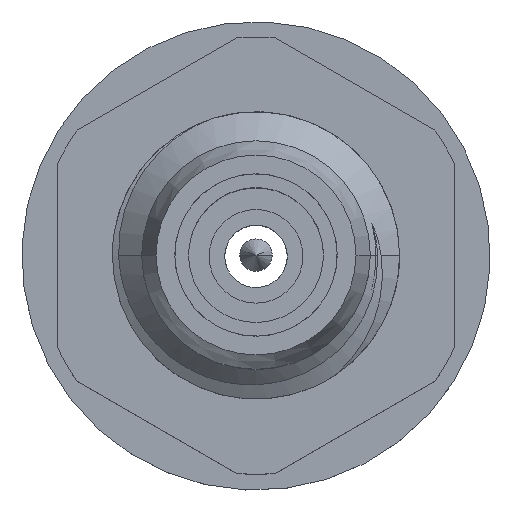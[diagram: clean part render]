
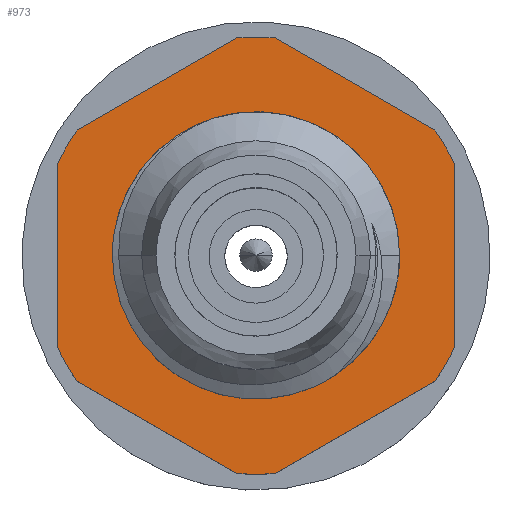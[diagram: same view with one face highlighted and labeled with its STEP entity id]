
A CAD part, top view. The second image highlights one B-rep face of the part: STEP entity #973.
In plain terms, the highlighted planar face has unit normal (0, 0, 1).
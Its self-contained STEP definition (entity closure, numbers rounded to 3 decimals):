
#41 = CARTESIAN_POINT ( 'NONE',  ( 0., 3.5, 5.8 ) ) ;
#77 = ORIENTED_EDGE ( 'NONE', *, *, #4320, .T. ) ;
#160 = ORIENTED_EDGE ( 'NONE', *, *, #6640, .F. ) ;
#398 = EDGE_CURVE ( 'NONE', #3150, #2177, #5832, .T. ) ;
#468 = VECTOR ( 'NONE', #5708, 1000. ) ;
#484 = AXIS2_PLACEMENT_3D ( 'NONE', #3206, #3249, #6684 ) ;
#619 = CARTESIAN_POINT ( 'NONE',  ( 0.072, 3.625, 5.8 ) ) ;
#625 = EDGE_CURVE ( 'NONE', #4585, #873, #2266, .T. ) ;
#631 = DIRECTION ( 'NONE',  ( 0., 0., 1. ) ) ;
#633 = CARTESIAN_POINT ( 'NONE',  ( -3.175, 3.5, 5.8 ) ) ;
#636 = AXIS2_PLACEMENT_3D ( 'NONE', #3702, #1569, #5388 ) ;
#657 = DIRECTION ( 'NONE',  ( 0., 0., -1. ) ) ;
#666 = LINE ( 'NONE', #633, #2547 ) ;
#697 = ORIENTED_EDGE ( 'NONE', *, *, #6938, .T. ) ;
#720 = CARTESIAN_POINT ( 'NONE',  ( 3.175, 1.473, 5.8 ) ) ;
#842 = VERTEX_POINT ( 'NONE', #4784 ) ;
#853 = AXIS2_PLACEMENT_3D ( 'NONE', #3997, #1155, #3438 ) ;
#873 = VERTEX_POINT ( 'NONE', #2053 ) ;
#893 = EDGE_CURVE ( 'NONE', #6553, #873, #5478, .T. ) ;
#973 = ADVANCED_FACE ( 'NONE', ( #6212, #5759 ), #2918, .T. ) ;
#1079 = DIRECTION ( 'NONE',  ( 1., 0., 0. ) ) ;
#1155 = DIRECTION ( 'NONE',  ( 0., 0., -1. ) ) ;
#1177 = CARTESIAN_POINT ( 'NONE',  ( -0.312, 3.486, 5.8 ) ) ;
#1274 = CARTESIAN_POINT ( 'NONE',  ( 3.103, -1.875, 5.8 ) ) ;
#1277 = CARTESIAN_POINT ( 'NONE',  ( -3.175, 1.473, 5.8 ) ) ;
#1282 = CARTESIAN_POINT ( 'NONE',  ( 0.312, -3.486, 5.8 ) ) ;
#1296 = AXIS2_PLACEMENT_3D ( 'NONE', #4335, #1527, #7334 ) ;
#1307 = LINE ( 'NONE', #3592, #3138 ) ;
#1466 = AXIS2_PLACEMENT_3D ( 'NONE', #3947, #657, #3394 ) ;
#1489 = ORIENTED_EDGE ( 'NONE', *, *, #398, .T. ) ;
#1526 = ORIENTED_EDGE ( 'NONE', *, *, #4970, .F. ) ;
#1527 = DIRECTION ( 'NONE',  ( 0., 0., -1. ) ) ;
#1569 = DIRECTION ( 'NONE',  ( 0., 0., -1. ) ) ;
#1648 = AXIS2_PLACEMENT_3D ( 'NONE', #4666, #6953, #4701 ) ;
#1770 = DIRECTION ( 'NONE',  ( 0., 1., 0. ) ) ;
#1795 = EDGE_LOOP ( 'NONE', ( #4052, #1489 ) ) ;
#1812 = DIRECTION ( 'NONE',  ( 0.866, -0.5, 0. ) ) ;
#1818 = VERTEX_POINT ( 'NONE', #2033 ) ;
#1825 = ORIENTED_EDGE ( 'NONE', *, *, #6529, .F. ) ;
#1867 = CARTESIAN_POINT ( 'NONE',  ( 2.863, -2.013, 5.8 ) ) ;
#1911 = LINE ( 'NONE', #3521, #4418 ) ;
#2033 = CARTESIAN_POINT ( 'NONE',  ( 3.175, -1.473, 5.8 ) ) ;
#2040 = EDGE_CURVE ( 'NONE', #1818, #3450, #1911, .T. ) ;
#2053 = CARTESIAN_POINT ( 'NONE',  ( 0.312, 3.486, 5.8 ) ) ;
#2177 = VERTEX_POINT ( 'NONE', #6629 ) ;
#2266 = LINE ( 'NONE', #619, #468 ) ;
#2291 = VECTOR ( 'NONE', #1812, 1000. ) ;
#2307 = CIRCLE ( 'NONE', #5290, 3.5 ) ;
#2371 = LINE ( 'NONE', #2970, #2291 ) ;
#2382 = VERTEX_POINT ( 'NONE', #5209 ) ;
#2489 = VERTEX_POINT ( 'NONE', #1867 ) ;
#2525 = ORIENTED_EDGE ( 'NONE', *, *, #2040, .T. ) ;
#2547 = VECTOR ( 'NONE', #3543, 1000. ) ;
#2905 = VECTOR ( 'NONE', #3552, 1000. ) ;
#2918 = PLANE ( 'NONE',  #5722 ) ;
#2953 = CARTESIAN_POINT ( 'NONE',  ( -0.312, -3.486, 5.8 ) ) ;
#2970 = CARTESIAN_POINT ( 'NONE',  ( -3.103, -1.875, 5.8 ) ) ;
#2978 = CARTESIAN_POINT ( 'NONE',  ( 0., 0., 5.8 ) ) ;
#3039 = VERTEX_POINT ( 'NONE', #2953 ) ;
#3138 = VECTOR ( 'NONE', #5880, 1000. ) ;
#3150 = VERTEX_POINT ( 'NONE', #6580 ) ;
#3206 = CARTESIAN_POINT ( 'NONE',  ( 0., 0., 5.8 ) ) ;
#3249 = DIRECTION ( 'NONE',  ( 0., 0., -1. ) ) ;
#3394 = DIRECTION ( 'NONE',  ( -1., 0., 0. ) ) ;
#3438 = DIRECTION ( 'NONE',  ( -1., 0., 0. ) ) ;
#3450 = VERTEX_POINT ( 'NONE', #720 ) ;
#3521 = CARTESIAN_POINT ( 'NONE',  ( 3.175, 3.5, 5.8 ) ) ;
#3543 = DIRECTION ( 'NONE',  ( 0., -1., 0. ) ) ;
#3552 = DIRECTION ( 'NONE',  ( 0.866, 0.5, 0. ) ) ;
#3592 = CARTESIAN_POINT ( 'NONE',  ( -0.072, 3.625, 5.8 ) ) ;
#3620 = CIRCLE ( 'NONE', #1466, 3.5 ) ;
#3702 = CARTESIAN_POINT ( 'NONE',  ( 0., 0., 5.8 ) ) ;
#3947 = CARTESIAN_POINT ( 'NONE',  ( 0., 0., 5.8 ) ) ;
#3974 = CIRCLE ( 'NONE', #6486, 3.5 ) ;
#3997 = CARTESIAN_POINT ( 'NONE',  ( 0., 0., 5.8 ) ) ;
#4052 = ORIENTED_EDGE ( 'NONE', *, *, #4448, .T. ) ;
#4079 = CIRCLE ( 'NONE', #853, 3.5 ) ;
#4155 = EDGE_LOOP ( 'NONE', ( #1825, #6211, #6651, #2525, #160, #4821, #4323, #697, #1526, #4955, #6165, #77 ) ) ;
#4216 = CIRCLE ( 'NONE', #636, 3.5 ) ;
#4320 = EDGE_CURVE ( 'NONE', #2382, #3039, #2371, .T. ) ;
#4323 = ORIENTED_EDGE ( 'NONE', *, *, #893, .F. ) ;
#4334 = VERTEX_POINT ( 'NONE', #5186 ) ;
#4335 = CARTESIAN_POINT ( 'NONE',  ( 0., 0., 5.8 ) ) ;
#4342 = VERTEX_POINT ( 'NONE', #1282 ) ;
#4418 = VECTOR ( 'NONE', #1770, 1000. ) ;
#4448 = EDGE_CURVE ( 'NONE', #2177, #3150, #6344, .T. ) ;
#4585 = VERTEX_POINT ( 'NONE', #4851 ) ;
#4666 = CARTESIAN_POINT ( 'NONE',  ( 0., 0., 5.8 ) ) ;
#4701 = DIRECTION ( 'NONE',  ( -1., 0., 0. ) ) ;
#4784 = CARTESIAN_POINT ( 'NONE',  ( -3.175, -1.473, 5.8 ) ) ;
#4821 = ORIENTED_EDGE ( 'NONE', *, *, #625, .T. ) ;
#4851 = CARTESIAN_POINT ( 'NONE',  ( 2.863, 2.013, 5.8 ) ) ;
#4955 = ORIENTED_EDGE ( 'NONE', *, *, #7297, .T. ) ;
#4970 = EDGE_CURVE ( 'NONE', #5808, #4334, #4079, .T. ) ;
#5186 = CARTESIAN_POINT ( 'NONE',  ( -2.863, 2.013, 5.8 ) ) ;
#5209 = CARTESIAN_POINT ( 'NONE',  ( -2.863, -2.013, 5.8 ) ) ;
#5228 = DIRECTION ( 'NONE',  ( 0., 0., -1. ) ) ;
#5290 = AXIS2_PLACEMENT_3D ( 'NONE', #2978, #7050, #5365 ) ;
#5365 = DIRECTION ( 'NONE',  ( -1., 0., 0. ) ) ;
#5388 = DIRECTION ( 'NONE',  ( -1., 0., 0. ) ) ;
#5478 = CIRCLE ( 'NONE', #1296, 3.5 ) ;
#5708 = DIRECTION ( 'NONE',  ( -0.866, 0.5, 0. ) ) ;
#5722 = AXIS2_PLACEMENT_3D ( 'NONE', #41, #631, #1079 ) ;
#5759 = FACE_OUTER_BOUND ( 'NONE', #4155, .T. ) ;
#5808 = VERTEX_POINT ( 'NONE', #1277 ) ;
#5820 = CARTESIAN_POINT ( 'NONE',  ( 0., 0., 5.8 ) ) ;
#5832 = CIRCLE ( 'NONE', #1648, 1.83 ) ;
#5880 = DIRECTION ( 'NONE',  ( -0.866, -0.5, 0. ) ) ;
#6165 = ORIENTED_EDGE ( 'NONE', *, *, #6546, .F. ) ;
#6211 = ORIENTED_EDGE ( 'NONE', *, *, #6936, .T. ) ;
#6212 = FACE_BOUND ( 'NONE', #1795, .T. ) ;
#6344 = CIRCLE ( 'NONE', #484, 1.83 ) ;
#6438 = LINE ( 'NONE', #1274, #2905 ) ;
#6486 = AXIS2_PLACEMENT_3D ( 'NONE', #5820, #5228, #6875 ) ;
#6529 = EDGE_CURVE ( 'NONE', #4342, #3039, #3620, .T. ) ;
#6546 = EDGE_CURVE ( 'NONE', #2382, #842, #3974, .T. ) ;
#6553 = VERTEX_POINT ( 'NONE', #1177 ) ;
#6580 = CARTESIAN_POINT ( 'NONE',  ( 1.83, 0., 5.8 ) ) ;
#6629 = CARTESIAN_POINT ( 'NONE',  ( -1.83, 0., 5.8 ) ) ;
#6640 = EDGE_CURVE ( 'NONE', #4585, #3450, #2307, .T. ) ;
#6651 = ORIENTED_EDGE ( 'NONE', *, *, #6965, .F. ) ;
#6684 = DIRECTION ( 'NONE',  ( -1., 0., 0. ) ) ;
#6875 = DIRECTION ( 'NONE',  ( -1., 0., 0. ) ) ;
#6936 = EDGE_CURVE ( 'NONE', #4342, #2489, #6438, .T. ) ;
#6938 = EDGE_CURVE ( 'NONE', #6553, #4334, #1307, .T. ) ;
#6953 = DIRECTION ( 'NONE',  ( 0., 0., -1. ) ) ;
#6965 = EDGE_CURVE ( 'NONE', #1818, #2489, #4216, .T. ) ;
#7050 = DIRECTION ( 'NONE',  ( 0., 0., -1. ) ) ;
#7297 = EDGE_CURVE ( 'NONE', #5808, #842, #666, .T. ) ;
#7334 = DIRECTION ( 'NONE',  ( -1., 0., 0. ) ) ;
